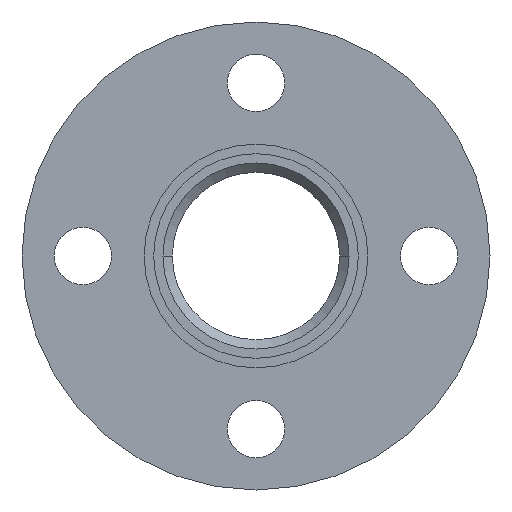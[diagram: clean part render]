
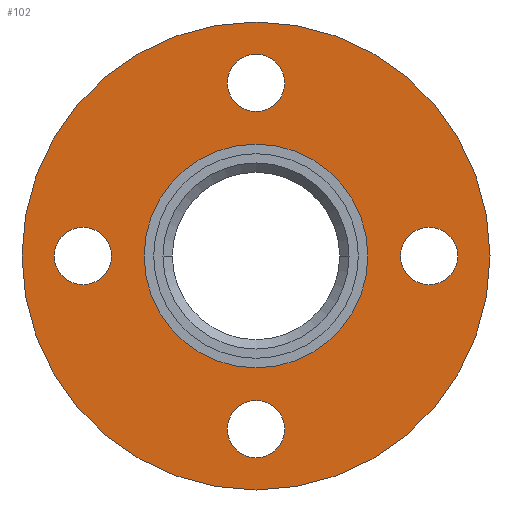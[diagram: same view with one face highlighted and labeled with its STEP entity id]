
A CAD part, left-side view. The second image highlights one B-rep face of the part: STEP entity #102.
In plain terms, the highlighted planar face has unit normal (-1, 0, 0).
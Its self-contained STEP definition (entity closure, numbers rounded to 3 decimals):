
#102=ADVANCED_FACE('',(#170,#171,#172,#173,#174,#175),#176,.T.);
#170=FACE_BOUND('',#258,.T.);
#171=FACE_BOUND('',#259,.T.);
#172=FACE_BOUND('',#260,.T.);
#173=FACE_BOUND('',#261,.T.);
#174=FACE_OUTER_BOUND('',#262,.T.);
#175=FACE_BOUND('',#263,.T.);
#176=PLANE('',#264);
#258=EDGE_LOOP('',(#477,#478));
#259=EDGE_LOOP('',(#479,#480));
#260=EDGE_LOOP('',(#481,#482));
#261=EDGE_LOOP('',(#483,#484));
#262=EDGE_LOOP('',(#485,#486));
#263=EDGE_LOOP('',(#487,#488));
#264=AXIS2_PLACEMENT_3D('',#489,#490,#491);
#477=ORIENTED_EDGE('',*,*,#622,.T.);
#478=ORIENTED_EDGE('',*,*,#593,.T.);
#479=ORIENTED_EDGE('',*,*,#623,.T.);
#480=ORIENTED_EDGE('',*,*,#589,.T.);
#481=ORIENTED_EDGE('',*,*,#624,.T.);
#482=ORIENTED_EDGE('',*,*,#585,.T.);
#483=ORIENTED_EDGE('',*,*,#625,.T.);
#484=ORIENTED_EDGE('',*,*,#581,.T.);
#485=ORIENTED_EDGE('',*,*,#571,.F.);
#486=ORIENTED_EDGE('',*,*,#628,.F.);
#487=ORIENTED_EDGE('',*,*,#627,.T.);
#488=ORIENTED_EDGE('',*,*,#575,.T.);
#489=CARTESIAN_POINT('',(0.,36.212,0.0));
#490=DIRECTION('',(-1.0,0.,0.0));
#491=DIRECTION('',(0.,-1.0,0.0));
#571=EDGE_CURVE('',#662,#665,#666,.T.);
#575=EDGE_CURVE('',#673,#670,#674,.T.);
#581=EDGE_CURVE('',#679,#683,#685,.T.);
#585=EDGE_CURVE('',#687,#691,#693,.T.);
#589=EDGE_CURVE('',#695,#699,#701,.T.);
#593=EDGE_CURVE('',#703,#707,#709,.T.);
#622=EDGE_CURVE('',#707,#703,#754,.T.);
#623=EDGE_CURVE('',#699,#695,#755,.T.);
#624=EDGE_CURVE('',#691,#687,#756,.T.);
#625=EDGE_CURVE('',#683,#679,#757,.T.);
#627=EDGE_CURVE('',#670,#673,#759,.T.);
#628=EDGE_CURVE('',#665,#662,#760,.T.);
#662=VERTEX_POINT('',#802);
#665=VERTEX_POINT('',#806);
#666=CIRCLE('',#807,49.0);
#670=VERTEX_POINT('',#812);
#673=VERTEX_POINT('',#816);
#674=CIRCLE('',#817,23.424);
#679=VERTEX_POINT('',#823);
#683=VERTEX_POINT('',#828);
#685=CIRCLE('',#831,6.0);
#687=VERTEX_POINT('',#833);
#691=VERTEX_POINT('',#838);
#693=CIRCLE('',#841,6.0);
#695=VERTEX_POINT('',#843);
#699=VERTEX_POINT('',#848);
#701=CIRCLE('',#851,6.0);
#703=VERTEX_POINT('',#853);
#707=VERTEX_POINT('',#858);
#709=CIRCLE('',#861,6.0);
#754=CIRCLE('',#914,6.0);
#755=CIRCLE('',#915,6.0);
#756=CIRCLE('',#916,6.0);
#757=CIRCLE('',#917,6.0);
#759=CIRCLE('',#919,23.424);
#760=CIRCLE('',#920,49.0);
#802=CARTESIAN_POINT('',(0.0,49.0,0.0));
#806=CARTESIAN_POINT('',(0.0,-49.0,0.));
#807=AXIS2_PLACEMENT_3D('',#955,#956,#957);
#812=CARTESIAN_POINT('',(0.,23.424,0.0));
#816=CARTESIAN_POINT('',(0.,-23.424,0.));
#817=AXIS2_PLACEMENT_3D('',#963,#964,#965);
#823=CARTESIAN_POINT('',(0.0,36.25,-6.0));
#828=CARTESIAN_POINT('',(0.,36.25,6.0));
#831=AXIS2_PLACEMENT_3D('',#975,#976,#977);
#833=CARTESIAN_POINT('',(0.,6.0,36.25));
#838=CARTESIAN_POINT('',(0.,-6.0,36.25));
#841=AXIS2_PLACEMENT_3D('',#983,#984,#985);
#843=CARTESIAN_POINT('',(0.0,-36.25,6.0));
#848=CARTESIAN_POINT('',(0.,-36.25,-6.0));
#851=AXIS2_PLACEMENT_3D('',#991,#992,#993);
#853=CARTESIAN_POINT('',(0.,-6.,-36.25));
#858=CARTESIAN_POINT('',(0.,6.,-36.25));
#861=AXIS2_PLACEMENT_3D('',#999,#1000,#1001);
#914=AXIS2_PLACEMENT_3D('',#1070,#1071,#1072);
#915=AXIS2_PLACEMENT_3D('',#1073,#1074,#1075);
#916=AXIS2_PLACEMENT_3D('',#1076,#1077,#1078);
#917=AXIS2_PLACEMENT_3D('',#1079,#1080,#1081);
#919=AXIS2_PLACEMENT_3D('',#1085,#1086,#1087);
#920=AXIS2_PLACEMENT_3D('',#1088,#1089,#1090);
#955=CARTESIAN_POINT('',(0.0,0.0,0.0));
#956=DIRECTION('',(1.0,0.0,0.0));
#957=DIRECTION('',(0.0,1.0,0.0));
#963=CARTESIAN_POINT('',(0.,0.0,0.0));
#964=DIRECTION('',(1.0,0.0,0.0));
#965=DIRECTION('',(0.0,1.0,0.0));
#975=CARTESIAN_POINT('',(0.0,36.25,0.0));
#976=DIRECTION('',(1.0,0.,0.0));
#977=DIRECTION('',(0.0,0.0,-1.0));
#983=CARTESIAN_POINT('',(0.0,0.,36.25));
#984=DIRECTION('',(1.0,0.,0.));
#985=DIRECTION('',(0.,1.0,0.));
#991=CARTESIAN_POINT('',(0.0,-36.25,0.));
#992=DIRECTION('',(1.0,0.,0.));
#993=DIRECTION('',(0.,0.,1.0));
#999=CARTESIAN_POINT('',(0.0,0.,-36.25));
#1000=DIRECTION('',(1.0,0.,0.0));
#1001=DIRECTION('',(0.,-1.0,0.));
#1070=CARTESIAN_POINT('',(0.0,0.,-36.25));
#1071=DIRECTION('',(1.0,0.,0.0));
#1072=DIRECTION('',(0.,-1.0,0.));
#1073=CARTESIAN_POINT('',(0.0,-36.25,0.));
#1074=DIRECTION('',(1.0,0.,0.));
#1075=DIRECTION('',(0.,0.,1.0));
#1076=CARTESIAN_POINT('',(0.0,0.,36.25));
#1077=DIRECTION('',(1.0,0.,0.));
#1078=DIRECTION('',(0.,1.0,0.));
#1079=CARTESIAN_POINT('',(0.0,36.25,0.0));
#1080=DIRECTION('',(1.0,0.,0.0));
#1081=DIRECTION('',(0.0,0.0,-1.0));
#1085=CARTESIAN_POINT('',(0.,0.0,0.0));
#1086=DIRECTION('',(1.0,0.0,0.0));
#1087=DIRECTION('',(0.0,1.0,0.0));
#1088=CARTESIAN_POINT('',(0.0,0.0,0.0));
#1089=DIRECTION('',(1.0,0.0,0.0));
#1090=DIRECTION('',(0.0,1.0,0.0));
